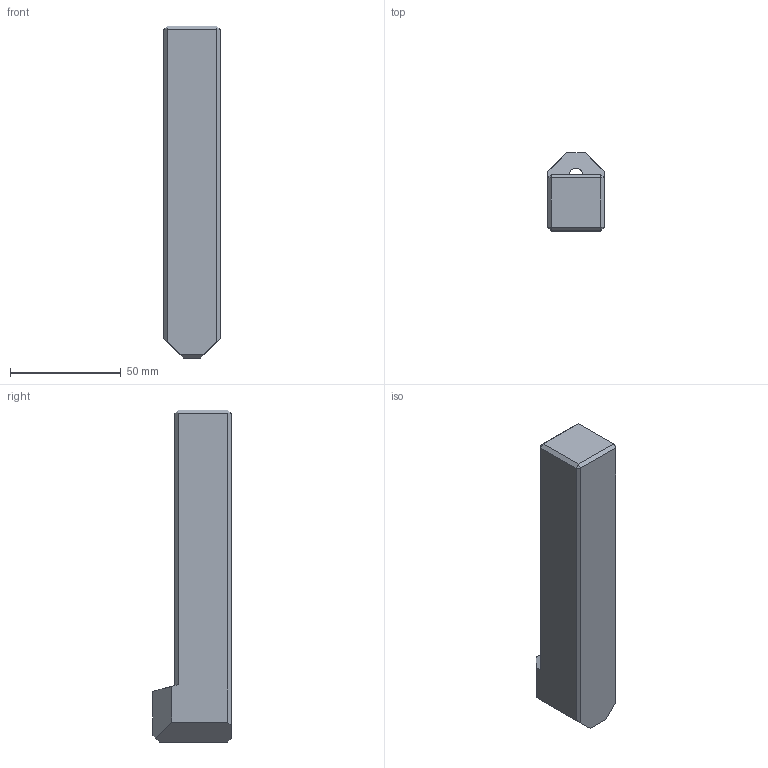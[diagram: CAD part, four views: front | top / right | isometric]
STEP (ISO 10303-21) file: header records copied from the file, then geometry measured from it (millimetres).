
FILE_DESCRIPTION(/* description */ (''),/* implementation_level */ '2;1');
FILE_NAME(/* name */ '1585888264611.stp',/* time_stamp */ '2020-04-03T10:01:20+06:00',/* author */ (''),/* organization */ ('SMS'),/* preprocessor_version */ 'ST-DEVELOPER v16.7',/* originating_system */ 'SIEMENS PLM Software NX 12.0',/* authorisation */ '');
FILE_SCHEMA (('AUTOMOTIVE_DESIGN { 1 0 10303 214 3 1 1 1 }'));
Length unit declared in the file: millimetre
Products named in the file (1): 202046279mod000_00
Bounding box: 25.4 x 35.4 x 150 mm (x, y, z)
Volume: 97307.9 mm3; surface area: 16506.2 mm2
Topology: 1 solids, 1 shells, 28 faces, 69 edges, 44 vertices
Faces by surface type: plane 26, cylinder 1, cone 1
Full cylindrical faces by diameter (mm): 6 x1
Entity records: 895 total; most frequent: CARTESIAN_POINT 154, ORIENTED_EDGE 142, DIRECTION 137, EDGE_CURVE 71, LINE 67, VECTOR 67, VERTEX_POINT 45, AXIS2_PLACEMENT_3D 35
